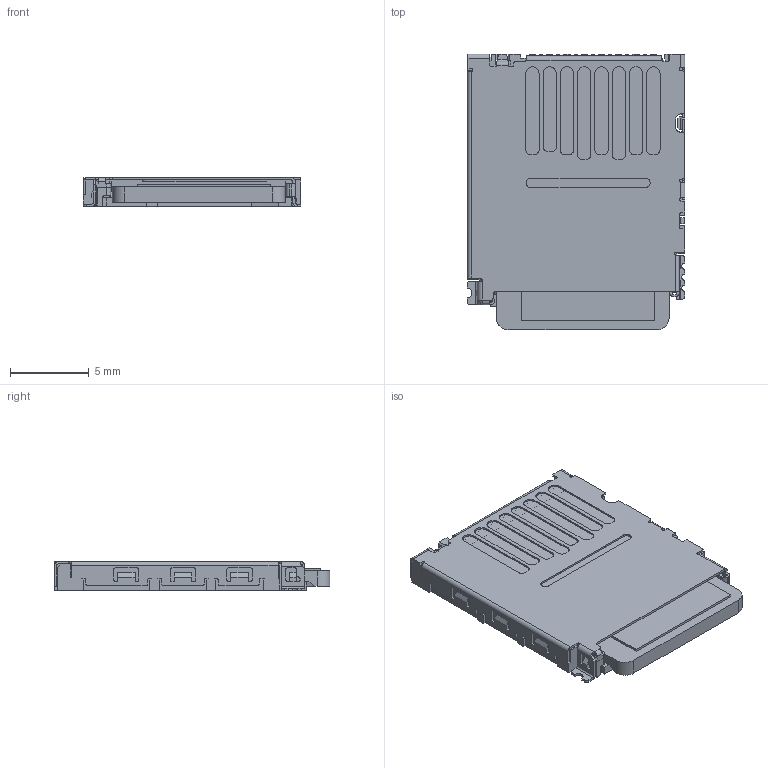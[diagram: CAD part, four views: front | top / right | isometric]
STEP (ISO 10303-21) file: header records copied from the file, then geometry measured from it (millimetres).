
FILE_DESCRIPTION(('FreeCAD Model'),'2;1');
FILE_NAME('Fusion.step','2017-03-03T08:44:32',( 'kicad StepUp'),('ksu MCAD'),'Open CASCADE STEP processor 6.8', 'FreeCAD','Unknown');
FILE_SCHEMA(('AUTOMOTIVE_DESIGN_CC2 { 1 2 10303 214 -1 1 5 4 }'));
Length unit declared in the file: millimetre
Products named in the file (2): ASSEMBLY; Fusion
Assembly tree (1 placements, depth 2):
  ASSEMBLY
    Fusion
Bounding box: 13.85 x 17.55 x 1.83 mm (x, y, z)
Volume: 315.9 mm3; surface area: 1053 mm2
Topology: 1 solids, 22 shells, 1118 faces, 3081 edges, 2023 vertices
Faces by surface type: plane 856, cylinder 215, bspline 43, revolution 4
Entity records: 45316 total; most frequent: CARTESIAN_POINT 9045, ORIENTED_EDGE 6164, DIRECTION 5533, EDGE_CURVE 3081, LINE 2457, VECTOR 2457, VERTEX_POINT 2023, AXIS2_PLACEMENT_3D 1536
